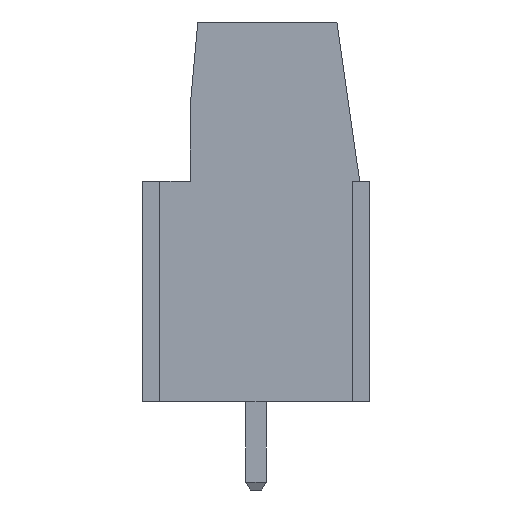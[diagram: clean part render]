
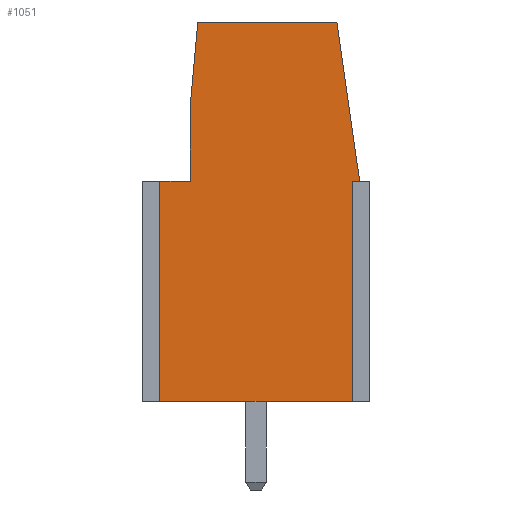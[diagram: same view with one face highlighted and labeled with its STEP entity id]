
A CAD part, left-side view. The second image highlights one B-rep face of the part: STEP entity #1051.
In plain terms, the highlighted planar face has unit normal (-1, 0, 0).
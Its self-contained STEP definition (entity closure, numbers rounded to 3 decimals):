
#72=DIRECTION('',(0.,1.,0.));
#73=VECTOR('',#72,0.3);
#74=CARTESIAN_POINT('',(-7.5,-4.1,-6.3));
#75=LINE('',#74,#73);
#76=DIRECTION('',(0.,0.,1.));
#77=VECTOR('',#76,8.7);
#78=CARTESIAN_POINT('',(-7.5,-3.8,-15.));
#79=LINE('',#78,#77);
#80=DIRECTION('',(0.,1.,0.));
#81=VECTOR('',#80,7.6);
#82=CARTESIAN_POINT('',(-7.5,-3.8,-15.));
#83=LINE('',#82,#81);
#84=DIRECTION('',(0.,0.,1.));
#85=VECTOR('',#84,8.7);
#86=CARTESIAN_POINT('',(-7.5,3.8,-15.));
#87=LINE('',#86,#85);
#88=DIRECTION('',(0.,-1.,0.));
#89=VECTOR('',#88,1.2);
#90=CARTESIAN_POINT('',(-7.5,3.8,-6.3));
#91=LINE('',#90,#89);
#92=DIRECTION('',(0.,0.,1.));
#93=VECTOR('',#92,3.);
#94=CARTESIAN_POINT('',(-7.5,2.6,-6.3));
#95=LINE('',#94,#93);
#96=DIRECTION('',(0.,-0.091,0.996));
#97=VECTOR('',#96,3.314);
#98=CARTESIAN_POINT('',(-7.5,2.6,-3.3));
#99=LINE('',#98,#97);
#100=DIRECTION('',(0.,-1.,0.));
#101=VECTOR('',#100,5.5);
#102=CARTESIAN_POINT('',(-7.5,2.3,0.));
#103=LINE('',#102,#101);
#104=DIRECTION('',(0.,-0.141,-0.99));
#105=VECTOR('',#104,6.364);
#106=CARTESIAN_POINT('',(-7.5,-3.2,0.));
#107=LINE('',#106,#105);
#796=CARTESIAN_POINT('',(-7.5,2.6,-6.3));
#797=CARTESIAN_POINT('',(-7.5,2.6,-3.3));
#798=VERTEX_POINT('',#796);
#799=VERTEX_POINT('',#797);
#800=CARTESIAN_POINT('',(-7.5,2.3,0.));
#801=VERTEX_POINT('',#800);
#802=CARTESIAN_POINT('',(-7.5,-3.2,0.));
#803=VERTEX_POINT('',#802);
#950=CARTESIAN_POINT('',(-7.5,-4.1,-6.3));
#951=CARTESIAN_POINT('',(-7.5,-3.8,-6.3));
#952=VERTEX_POINT('',#950);
#953=VERTEX_POINT('',#951);
#956=CARTESIAN_POINT('',(-7.5,3.8,-6.3));
#957=VERTEX_POINT('',#956);
#958=CARTESIAN_POINT('',(-7.5,-3.8,-15.));
#959=CARTESIAN_POINT('',(-7.5,3.8,-15.));
#960=VERTEX_POINT('',#958);
#961=VERTEX_POINT('',#959);
#1026=CARTESIAN_POINT('',(-7.5,0.,0.));
#1027=DIRECTION('',(1.,0.,0.));
#1028=DIRECTION('',(0.,0.,-1.));
#1029=AXIS2_PLACEMENT_3D('',#1026,#1027,#1028);
#1030=PLANE('',#1029);
#1032=ORIENTED_EDGE('',*,*,#1031,.T.);
#1034=ORIENTED_EDGE('',*,*,#1033,.F.);
#1036=ORIENTED_EDGE('',*,*,#1035,.T.);
#1038=ORIENTED_EDGE('',*,*,#1037,.T.);
#1040=ORIENTED_EDGE('',*,*,#1039,.T.);
#1042=ORIENTED_EDGE('',*,*,#1041,.T.);
#1044=ORIENTED_EDGE('',*,*,#1043,.T.);
#1046=ORIENTED_EDGE('',*,*,#1045,.T.);
#1048=ORIENTED_EDGE('',*,*,#1047,.T.);
#1049=EDGE_LOOP('',(#1032,#1034,#1036,#1038,#1040,#1042,#1044,#1046,#1048));
#1050=FACE_OUTER_BOUND('',#1049,.F.);
#1051=ADVANCED_FACE('',(#1050),#1030,.F.);
#1031=EDGE_CURVE('',#952,#953,#75,.T.);
#1033=EDGE_CURVE('',#960,#953,#79,.T.);
#1035=EDGE_CURVE('',#960,#961,#83,.T.);
#1037=EDGE_CURVE('',#961,#957,#87,.T.);
#1039=EDGE_CURVE('',#957,#798,#91,.T.);
#1041=EDGE_CURVE('',#798,#799,#95,.T.);
#1043=EDGE_CURVE('',#799,#801,#99,.T.);
#1045=EDGE_CURVE('',#801,#803,#103,.T.);
#1047=EDGE_CURVE('',#803,#952,#107,.T.);
